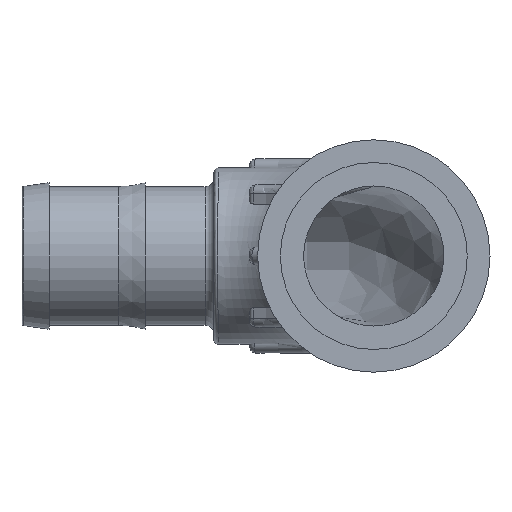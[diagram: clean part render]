
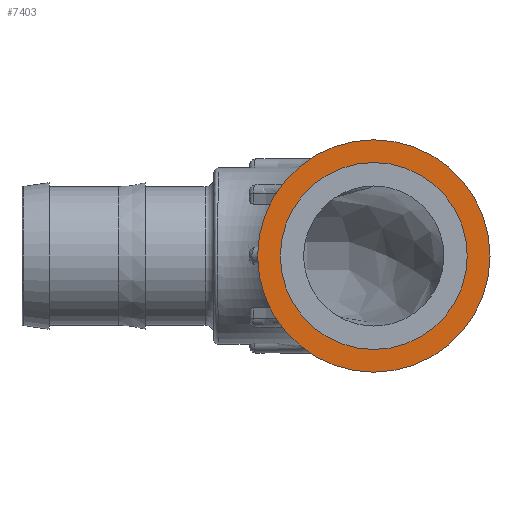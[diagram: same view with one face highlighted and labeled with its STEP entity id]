
A CAD part, front view. The second image highlights one B-rep face of the part: STEP entity #7403.
In plain terms, the highlighted planar face has unit normal (0, -1, 0).
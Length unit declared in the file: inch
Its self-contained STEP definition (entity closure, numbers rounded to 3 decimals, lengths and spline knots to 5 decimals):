
#245=PLANE('',#7780);
#968=FACE_BOUND('',#1926,.T.);
#1447=FACE_OUTER_BOUND('',#1925,.T.);
#1925=EDGE_LOOP('',(#6812,#6813));
#1926=EDGE_LOOP('',(#6814,#6815));
#2002=CIRCLE('',#7778,1.635);
#2003=CIRCLE('',#7779,1.635);
#2004=CIRCLE('',#7781,1.315);
#2005=CIRCLE('',#7782,1.315);
#3464=VERTEX_POINT('',#19332);
#3465=VERTEX_POINT('',#19333);
#3466=VERTEX_POINT('',#19338);
#3467=VERTEX_POINT('',#19339);
#4583=EDGE_CURVE('',#3464,#3465,#2002,.T.);
#4584=EDGE_CURVE('',#3465,#3464,#2003,.T.);
#4586=EDGE_CURVE('',#3466,#3467,#2004,.T.);
#4587=EDGE_CURVE('',#3467,#3466,#2005,.T.);
#6812=ORIENTED_EDGE('',*,*,#4583,.T.);
#6813=ORIENTED_EDGE('',*,*,#4584,.T.);
#6814=ORIENTED_EDGE('',*,*,#4586,.F.);
#6815=ORIENTED_EDGE('',*,*,#4587,.F.);
#7403=ADVANCED_FACE('',(#1447,#968),#245,.T.);
#7778=AXIS2_PLACEMENT_3D('',#19334,#8825,#8826);
#7779=AXIS2_PLACEMENT_3D('',#19335,#8827,#8828);
#7780=AXIS2_PLACEMENT_3D('',#19337,#8830,#8831);
#7781=AXIS2_PLACEMENT_3D('',#19340,#8832,#8833);
#7782=AXIS2_PLACEMENT_3D('',#19341,#8834,#8835);
#8825=DIRECTION('center_axis',(0.,-1.,0.));
#8826=DIRECTION('ref_axis',(1.,0.,0.));
#8827=DIRECTION('center_axis',(0.,-1.,0.));
#8828=DIRECTION('ref_axis',(1.,0.,0.));
#8830=DIRECTION('center_axis',(0.,-1.,0.));
#8831=DIRECTION('ref_axis',(0.,0.,-1.));
#8832=DIRECTION('center_axis',(0.,-1.,0.));
#8833=DIRECTION('ref_axis',(1.,0.,0.));
#8834=DIRECTION('center_axis',(0.,-1.,0.));
#8835=DIRECTION('ref_axis',(1.,0.,0.));
#19332=CARTESIAN_POINT('',(3.885,-2.25,0.));
#19333=CARTESIAN_POINT('',(0.615,-2.25,0.));
#19334=CARTESIAN_POINT('Origin',(2.25,-2.25,0.));
#19335=CARTESIAN_POINT('Origin',(2.25,-2.25,0.));
#19337=CARTESIAN_POINT('Origin',(3.725,-2.25,0.));
#19338=CARTESIAN_POINT('',(3.565,-2.25,0.));
#19339=CARTESIAN_POINT('',(0.935,-2.25,0.));
#19340=CARTESIAN_POINT('Origin',(2.25,-2.25,0.));
#19341=CARTESIAN_POINT('Origin',(2.25,-2.25,0.));
